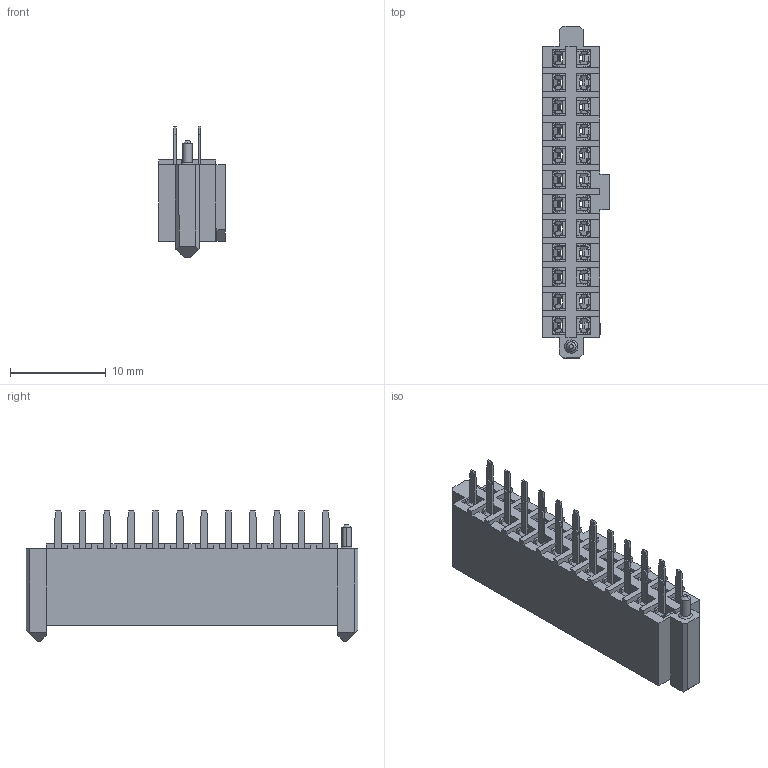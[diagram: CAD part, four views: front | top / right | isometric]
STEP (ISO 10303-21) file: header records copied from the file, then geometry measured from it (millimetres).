
FILE_DESCRIPTION((''),'2;1');
FILE_NAME('PWFZ-24S-U-S01-H_ASM','2023-11-20T',('gain.gao'),(''),'PRO/ENGINEER BY PARAMETRIC TECHNOLOGY CORPORATION, 2015440','PRO/ENGINEER BY PARAMETRIC TECHNOLOGY CORPORATION, 2015440','');
FILE_SCHEMA(('AUTOMOTIVE_DESIGN { 1 0 10303 214 1 1 1 1 }'));
Length unit declared in the file: millimetre
Products named in the file (10): T1_1_PRT_PRT_PRT; H4_1_PRT_PRT_PRT; ASM0001_ASM_1_ASM_ASM_ASM_ASM_A_ASM; 2_STP_ASM_ASM_ASM_ASM_ASM_ASM; PWFZ-24S-U-S01-H_STP_ASM_ASM_AS_ASM; PWFZ-24S-U-S01-H_ASM_ASM_ASM_AS_ASM; PWFZ-24S-U-S01-H_ASM_ASM_ASM_ASM; PWFZ-24S-U-S01-H_STP_ASM_ASM; PWFZ_ASM_ASM; PWFZ-24S-U-S01-H_ASM
Assembly tree (32 placements, depth 9):
  PWFZ-24S-U-S01-H_ASM
    PWFZ_ASM_ASM
      PWFZ-24S-U-S01-H_STP_ASM_ASM
        PWFZ-24S-U-S01-H_ASM_ASM_ASM_ASM
          PWFZ-24S-U-S01-H_ASM_ASM_ASM_AS_ASM
            PWFZ-24S-U-S01-H_STP_ASM_ASM_AS_ASM
              2_STP_ASM_ASM_ASM_ASM_ASM_ASM
                ASM0001_ASM_1_ASM_ASM_ASM_ASM_A_ASM
                  T1_1_PRT_PRT_PRT  x24
                  H4_1_PRT_PRT_PRT
Bounding box: 7 x 34.68 x 13.7 mm (x, y, z)
Volume: 1262.1 mm3; surface area: 3407.7 mm2
Topology: 25 solids, 25 shells, 2351 faces, 6894 edges, 4594 vertices
Faces by surface type: plane 1625, cylinder 722, cone 4
Entity records: 22603 total; most frequent: CARTESIAN_POINT 2878, ORIENTED_EDGE 2564, DIRECTION 2378, PRESENTATION_STYLE_ASSIGNMENT 1749, STYLED_ITEM 1749, CURVE_STYLE 1282, EDGE_CURVE 1282, VECTOR 1188
